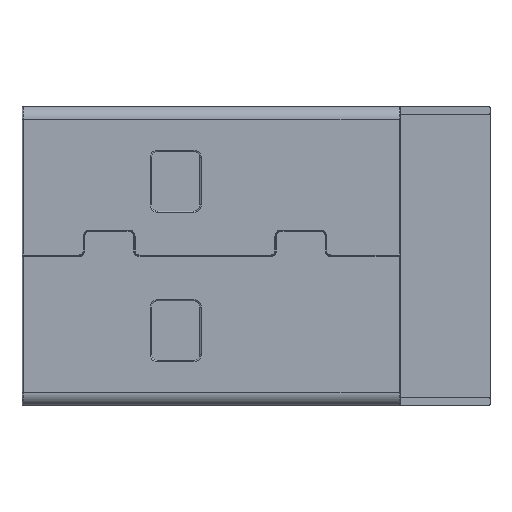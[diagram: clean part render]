
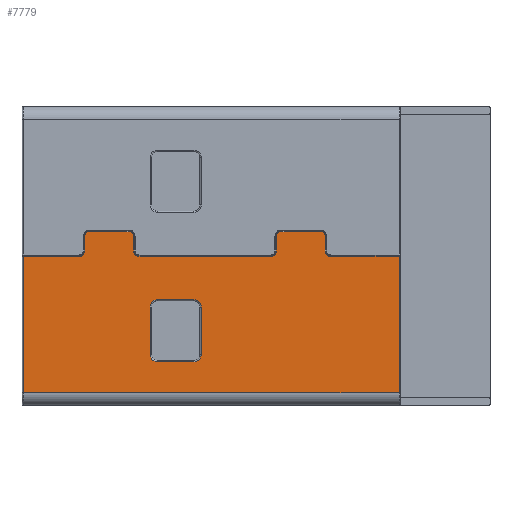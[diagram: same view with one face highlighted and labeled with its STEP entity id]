
A CAD part, front view. The second image highlights one B-rep face of the part: STEP entity #7779.
In plain terms, the highlighted planar face has unit normal (0, -1, 0).
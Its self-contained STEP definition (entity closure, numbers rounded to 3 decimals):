
#420=FACE_BOUND('',#951,.T.);
#441=FACE_OUTER_BOUND('',#950,.T.);
#950=EDGE_LOOP('',(#5124,#5125,#5126,#5127,#5128,#5129,#5130,#5131,#5132,
#5133,#5134,#5135,#5136,#5137,#5138,#5139,#5140,#5141,#5142,#5143));
#951=EDGE_LOOP('',(#5144,#5145,#5146,#5147,#5148,#5149,#5150,#5151));
#1525=LINE('',#12431,#2079);
#1526=LINE('',#12433,#2080);
#1527=LINE('',#12435,#2081);
#1528=LINE('',#12437,#2082);
#1529=LINE('',#12439,#2083);
#1530=LINE('',#12443,#2084);
#1531=LINE('',#12447,#2085);
#1532=LINE('',#12451,#2086);
#1533=LINE('',#12455,#2087);
#1534=LINE('',#12459,#2088);
#1535=LINE('',#12463,#2089);
#1536=LINE('',#12466,#2090);
#1537=LINE('',#12469,#2091);
#1538=LINE('',#12473,#2092);
#1539=LINE('',#12477,#2093);
#1540=LINE('',#12481,#2094);
#2079=VECTOR('',#9609,330.);
#2080=VECTOR('',#9610,330.);
#2081=VECTOR('',#9611,330.);
#2082=VECTOR('',#9612,330.);
#2083=VECTOR('',#9613,330.);
#2084=VECTOR('',#9616,330.);
#2085=VECTOR('',#9619,330.);
#2086=VECTOR('',#9622,330.);
#2087=VECTOR('',#9625,330.);
#2088=VECTOR('',#9628,330.);
#2089=VECTOR('',#9631,330.);
#2090=VECTOR('',#9634,330.);
#2091=VECTOR('',#9635,330.);
#2092=VECTOR('',#9638,330.);
#2093=VECTOR('',#9641,330.);
#2094=VECTOR('',#9644,330.);
#2612=CIRCLE('',#8362,0.073);
#2613=CIRCLE('',#8363,0.073);
#2614=CIRCLE('',#8364,0.059);
#2615=CIRCLE('',#8365,0.059);
#2616=CIRCLE('',#8366,0.073);
#2617=CIRCLE('',#8367,0.073);
#2618=CIRCLE('',#8368,0.059);
#2619=CIRCLE('',#8369,0.059);
#2620=CIRCLE('',#8370,0.099);
#2621=CIRCLE('',#8371,0.099);
#2622=CIRCLE('',#8372,0.099);
#2623=CIRCLE('',#8373,0.099);
#3266=VERTEX_POINT('',#12427);
#3267=VERTEX_POINT('',#12428);
#3268=VERTEX_POINT('',#12430);
#3269=VERTEX_POINT('',#12432);
#3270=VERTEX_POINT('',#12434);
#3271=VERTEX_POINT('',#12436);
#3272=VERTEX_POINT('',#12438);
#3273=VERTEX_POINT('',#12440);
#3274=VERTEX_POINT('',#12442);
#3275=VERTEX_POINT('',#12444);
#3276=VERTEX_POINT('',#12446);
#3277=VERTEX_POINT('',#12448);
#3278=VERTEX_POINT('',#12450);
#3279=VERTEX_POINT('',#12452);
#3280=VERTEX_POINT('',#12454);
#3281=VERTEX_POINT('',#12456);
#3282=VERTEX_POINT('',#12458);
#3283=VERTEX_POINT('',#12460);
#3284=VERTEX_POINT('',#12462);
#3285=VERTEX_POINT('',#12464);
#3286=VERTEX_POINT('',#12467);
#3287=VERTEX_POINT('',#12468);
#3288=VERTEX_POINT('',#12470);
#3289=VERTEX_POINT('',#12472);
#3290=VERTEX_POINT('',#12474);
#3291=VERTEX_POINT('',#12476);
#3292=VERTEX_POINT('',#12478);
#3293=VERTEX_POINT('',#12480);
#3949=EDGE_CURVE('',#3266,#3267,#2612,.T.);
#3950=EDGE_CURVE('',#3267,#3268,#1525,.T.);
#3951=EDGE_CURVE('',#3268,#3269,#1526,.T.);
#3952=EDGE_CURVE('',#3269,#3270,#1527,.T.);
#3953=EDGE_CURVE('',#3270,#3271,#1528,.T.);
#3954=EDGE_CURVE('',#3271,#3272,#1529,.T.);
#3955=EDGE_CURVE('',#3272,#3273,#2613,.T.);
#3956=EDGE_CURVE('',#3273,#3274,#1530,.T.);
#3957=EDGE_CURVE('',#3274,#3275,#2614,.T.);
#3958=EDGE_CURVE('',#3275,#3276,#1531,.T.);
#3959=EDGE_CURVE('',#3276,#3277,#2615,.T.);
#3960=EDGE_CURVE('',#3277,#3278,#1532,.T.);
#3961=EDGE_CURVE('',#3278,#3279,#2616,.T.);
#3962=EDGE_CURVE('',#3279,#3280,#1533,.T.);
#3963=EDGE_CURVE('',#3280,#3281,#2617,.T.);
#3964=EDGE_CURVE('',#3281,#3282,#1534,.T.);
#3965=EDGE_CURVE('',#3282,#3283,#2618,.T.);
#3966=EDGE_CURVE('',#3283,#3284,#1535,.T.);
#3967=EDGE_CURVE('',#3284,#3285,#2619,.T.);
#3968=EDGE_CURVE('',#3285,#3266,#1536,.T.);
#3969=EDGE_CURVE('',#3286,#3287,#1537,.T.);
#3970=EDGE_CURVE('',#3287,#3288,#2620,.T.);
#3971=EDGE_CURVE('',#3288,#3289,#1538,.T.);
#3972=EDGE_CURVE('',#3289,#3290,#2621,.T.);
#3973=EDGE_CURVE('',#3290,#3291,#1539,.T.);
#3974=EDGE_CURVE('',#3291,#3292,#2622,.T.);
#3975=EDGE_CURVE('',#3292,#3293,#1540,.T.);
#3976=EDGE_CURVE('',#3293,#3286,#2623,.T.);
#5124=ORIENTED_EDGE('',*,*,#3949,.T.);
#5125=ORIENTED_EDGE('',*,*,#3950,.T.);
#5126=ORIENTED_EDGE('',*,*,#3951,.T.);
#5127=ORIENTED_EDGE('',*,*,#3952,.T.);
#5128=ORIENTED_EDGE('',*,*,#3953,.T.);
#5129=ORIENTED_EDGE('',*,*,#3954,.T.);
#5130=ORIENTED_EDGE('',*,*,#3955,.T.);
#5131=ORIENTED_EDGE('',*,*,#3956,.T.);
#5132=ORIENTED_EDGE('',*,*,#3957,.T.);
#5133=ORIENTED_EDGE('',*,*,#3958,.T.);
#5134=ORIENTED_EDGE('',*,*,#3959,.T.);
#5135=ORIENTED_EDGE('',*,*,#3960,.T.);
#5136=ORIENTED_EDGE('',*,*,#3961,.T.);
#5137=ORIENTED_EDGE('',*,*,#3962,.T.);
#5138=ORIENTED_EDGE('',*,*,#3963,.T.);
#5139=ORIENTED_EDGE('',*,*,#3964,.T.);
#5140=ORIENTED_EDGE('',*,*,#3965,.T.);
#5141=ORIENTED_EDGE('',*,*,#3966,.T.);
#5142=ORIENTED_EDGE('',*,*,#3967,.T.);
#5143=ORIENTED_EDGE('',*,*,#3968,.T.);
#5144=ORIENTED_EDGE('',*,*,#3969,.T.);
#5145=ORIENTED_EDGE('',*,*,#3970,.T.);
#5146=ORIENTED_EDGE('',*,*,#3971,.T.);
#5147=ORIENTED_EDGE('',*,*,#3972,.T.);
#5148=ORIENTED_EDGE('',*,*,#3973,.T.);
#5149=ORIENTED_EDGE('',*,*,#3974,.T.);
#5150=ORIENTED_EDGE('',*,*,#3975,.T.);
#5151=ORIENTED_EDGE('',*,*,#3976,.T.);
#7328=PLANE('',#8361);
#7779=ADVANCED_FACE('',(#441,#420),#7328,.T.);
#8361=AXIS2_PLACEMENT_3D('',#12426,#9605,#9606);
#8362=AXIS2_PLACEMENT_3D('',#12429,#9607,#9608);
#8363=AXIS2_PLACEMENT_3D('',#12441,#9614,#9615);
#8364=AXIS2_PLACEMENT_3D('',#12445,#9617,#9618);
#8365=AXIS2_PLACEMENT_3D('',#12449,#9620,#9621);
#8366=AXIS2_PLACEMENT_3D('',#12453,#9623,#9624);
#8367=AXIS2_PLACEMENT_3D('',#12457,#9626,#9627);
#8368=AXIS2_PLACEMENT_3D('',#12461,#9629,#9630);
#8369=AXIS2_PLACEMENT_3D('',#12465,#9632,#9633);
#8370=AXIS2_PLACEMENT_3D('',#12471,#9636,#9637);
#8371=AXIS2_PLACEMENT_3D('',#12475,#9639,#9640);
#8372=AXIS2_PLACEMENT_3D('',#12479,#9642,#9643);
#8373=AXIS2_PLACEMENT_3D('',#12482,#9645,#9646);
#9605=DIRECTION('center_axis',(0.,-1.,0.));
#9606=DIRECTION('ref_axis',(0.,0.,-1.));
#9607=DIRECTION('center_axis',(0.,1.,0.));
#9608=DIRECTION('ref_axis',(0.,0.,-1.));
#9609=DIRECTION('',(-1.,0.,0.));
#9610=DIRECTION('',(0.,0.,-1.));
#9611=DIRECTION('',(1.,0.,0.));
#9612=DIRECTION('',(0.,0.,1.));
#9613=DIRECTION('',(-1.,0.,0.));
#9614=DIRECTION('center_axis',(0.,1.,0.));
#9615=DIRECTION('ref_axis',(0.,0.,-1.));
#9616=DIRECTION('',(0.,0.,1.));
#9617=DIRECTION('center_axis',(0.,-1.,0.));
#9618=DIRECTION('ref_axis',(0.,0.,-1.));
#9619=DIRECTION('',(-1.,0.,0.));
#9620=DIRECTION('center_axis',(0.,-1.,0.));
#9621=DIRECTION('ref_axis',(0.,0.,-1.));
#9622=DIRECTION('',(0.,0.,-1.));
#9623=DIRECTION('center_axis',(0.,1.,0.));
#9624=DIRECTION('ref_axis',(0.,0.,-1.));
#9625=DIRECTION('',(-1.,0.,0.));
#9626=DIRECTION('center_axis',(0.,1.,0.));
#9627=DIRECTION('ref_axis',(0.,0.,-1.));
#9628=DIRECTION('',(0.,0.,1.));
#9629=DIRECTION('center_axis',(0.,-1.,0.));
#9630=DIRECTION('ref_axis',(0.,0.,-1.));
#9631=DIRECTION('',(-1.,0.,0.));
#9632=DIRECTION('center_axis',(0.,-1.,0.));
#9633=DIRECTION('ref_axis',(0.,0.,-1.));
#9634=DIRECTION('',(0.,0.,-1.));
#9635=DIRECTION('',(0.,0.,1.));
#9636=DIRECTION('center_axis',(0.,1.,0.));
#9637=DIRECTION('ref_axis',(0.,0.,-1.));
#9638=DIRECTION('',(1.,0.,0.));
#9639=DIRECTION('center_axis',(0.,1.,0.));
#9640=DIRECTION('ref_axis',(0.,0.,-1.));
#9641=DIRECTION('',(0.,0.,-1.));
#9642=DIRECTION('center_axis',(0.,1.,0.));
#9643=DIRECTION('ref_axis',(0.,0.,-1.));
#9644=DIRECTION('',(-1.,0.,0.));
#9645=DIRECTION('center_axis',(0.,1.,0.));
#9646=DIRECTION('ref_axis',(0.,0.,-1.));
#12426=CARTESIAN_POINT('Origin',(0.,-0.734,0.));
#12427=CARTESIAN_POINT('',(-9.629,-0.734,0.066));
#12428=CARTESIAN_POINT('',(-9.702,-0.734,-0.007));
#12429=CARTESIAN_POINT('Origin',(-9.702,-0.734,0.066));
#12430=CARTESIAN_POINT('',(-10.445,-0.734,-0.007));
#12431=CARTESIAN_POINT('',(-10.445,-0.734,-0.007));
#12432=CARTESIAN_POINT('',(-10.445,-0.734,-1.815));
#12433=CARTESIAN_POINT('',(-10.445,-0.734,0.));
#12434=CARTESIAN_POINT('',(-5.462,-0.734,-1.815));
#12435=CARTESIAN_POINT('',(0.,-0.734,-1.815));
#12436=CARTESIAN_POINT('',(-5.462,-0.734,-0.007));
#12437=CARTESIAN_POINT('',(-5.462,-0.734,1.815));
#12438=CARTESIAN_POINT('',(-6.368,-0.734,-0.007));
#12439=CARTESIAN_POINT('',(-6.368,-0.734,-0.007));
#12440=CARTESIAN_POINT('',(-6.441,-0.734,0.066));
#12441=CARTESIAN_POINT('Origin',(-6.368,-0.734,0.066));
#12442=CARTESIAN_POINT('',(-6.441,-0.734,0.264));
#12443=CARTESIAN_POINT('',(-6.441,-0.734,0.264));
#12444=CARTESIAN_POINT('',(-6.5,-0.734,0.323));
#12445=CARTESIAN_POINT('Origin',(-6.5,-0.734,0.264));
#12446=CARTESIAN_POINT('',(-7.028,-0.734,0.323));
#12447=CARTESIAN_POINT('',(-7.028,-0.734,0.323));
#12448=CARTESIAN_POINT('',(-7.088,-0.734,0.264));
#12449=CARTESIAN_POINT('Origin',(-7.028,-0.734,0.264));
#12450=CARTESIAN_POINT('',(-7.088,-0.734,0.066));
#12451=CARTESIAN_POINT('',(-7.088,-0.734,0.066));
#12452=CARTESIAN_POINT('',(-7.16,-0.734,-0.007));
#12453=CARTESIAN_POINT('Origin',(-7.16,-0.734,0.066));
#12454=CARTESIAN_POINT('',(-8.91,-0.734,-0.007));
#12455=CARTESIAN_POINT('',(-8.91,-0.734,-0.007));
#12456=CARTESIAN_POINT('',(-8.983,-0.734,0.066));
#12457=CARTESIAN_POINT('Origin',(-8.91,-0.734,0.066));
#12458=CARTESIAN_POINT('',(-8.983,-0.734,0.264));
#12459=CARTESIAN_POINT('',(-8.983,-0.734,0.264));
#12460=CARTESIAN_POINT('',(-9.042,-0.734,0.323));
#12461=CARTESIAN_POINT('Origin',(-9.042,-0.734,0.264));
#12462=CARTESIAN_POINT('',(-9.57,-0.734,0.323));
#12463=CARTESIAN_POINT('',(-9.57,-0.734,0.323));
#12464=CARTESIAN_POINT('',(-9.629,-0.734,0.264));
#12465=CARTESIAN_POINT('Origin',(-9.57,-0.734,0.264));
#12466=CARTESIAN_POINT('',(-9.629,-0.734,0.066));
#12467=CARTESIAN_POINT('',(-8.762,-0.734,-1.304));
#12468=CARTESIAN_POINT('',(-8.762,-0.734,-0.677));
#12469=CARTESIAN_POINT('',(-8.762,-0.734,-0.677));
#12470=CARTESIAN_POINT('',(-8.663,-0.734,-0.577));
#12471=CARTESIAN_POINT('Origin',(-8.663,-0.734,-0.676));
#12472=CARTESIAN_POINT('',(-8.184,-0.734,-0.577));
#12473=CARTESIAN_POINT('',(-8.184,-0.734,-0.577));
#12474=CARTESIAN_POINT('',(-8.085,-0.734,-0.677));
#12475=CARTESIAN_POINT('Origin',(-8.184,-0.734,-0.676));
#12476=CARTESIAN_POINT('',(-8.085,-0.734,-1.304));
#12477=CARTESIAN_POINT('',(-8.085,-0.734,-1.304));
#12478=CARTESIAN_POINT('',(-8.184,-0.734,-1.403));
#12479=CARTESIAN_POINT('Origin',(-8.184,-0.734,-1.304));
#12480=CARTESIAN_POINT('',(-8.663,-0.734,-1.403));
#12481=CARTESIAN_POINT('',(-8.663,-0.734,-1.403));
#12482=CARTESIAN_POINT('Origin',(-8.663,-0.734,-1.304));
